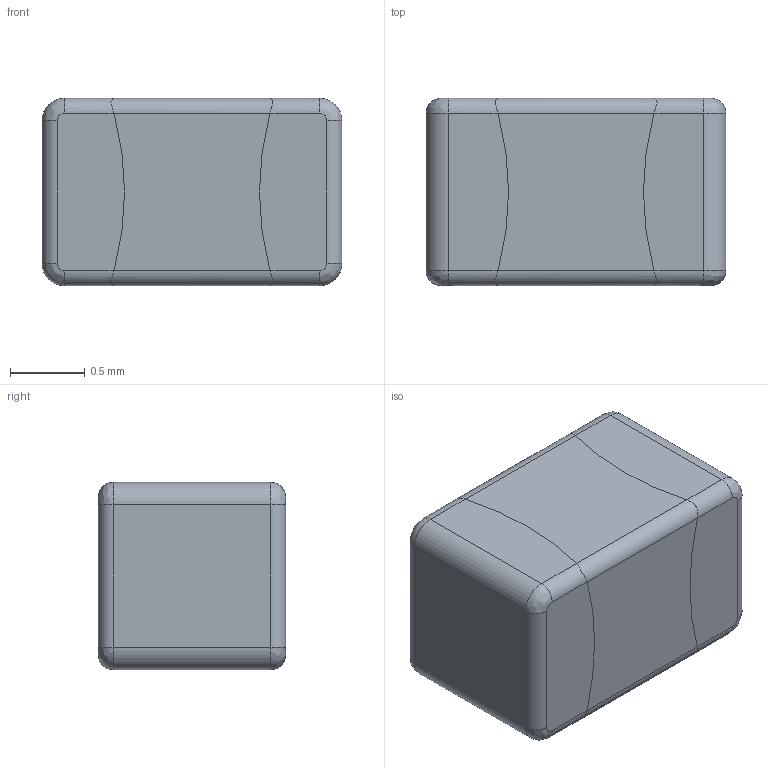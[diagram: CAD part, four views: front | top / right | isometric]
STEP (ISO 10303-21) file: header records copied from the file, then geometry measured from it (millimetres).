
FILE_DESCRIPTION(/* description */ (''),/* implementation_level */ '2;1');
FILE_NAME(/* name */ 'Capacitance_0805.step',/* time_stamp */ '2022-09-18T17:55:43-05:00',/* author */ (''),/* organization */ (''),/* preprocessor_version */ 'ST-DEVELOPER v19',/* originating_system */ 'Autodesk Translation Framework v11.7.0.108',/* authorisation */ '');
FILE_SCHEMA (('AUTOMOTIVE_DESIGN { 1 0 10303 214 3 1 1 }'));
Length unit declared in the file: millimetre
Products named in the file (2): Capacitance Assembly; C0805
Assembly tree (1 placements, depth 2):
  Capacitance Assembly
    C0805
Bounding box: 2 x 1.25 x 1.25 mm (x, y, z)
Volume: 3.1 mm3; surface area: 18.5 mm2
Topology: 3 solids, 3 shells, 66 faces, 160 edges, 92 vertices
Faces by surface type: cylinder 36, bspline 16, plane 14
Entity records: 2370 total; most frequent: CARTESIAN_POINT 825, ORIENTED_EDGE 304, DIRECTION 290, EDGE_CURVE 152, AXIS2_PLACEMENT_3D 125, VERTEX_POINT 92, STYLED_ITEM 69, FACE_OUTER_BOUND 66
